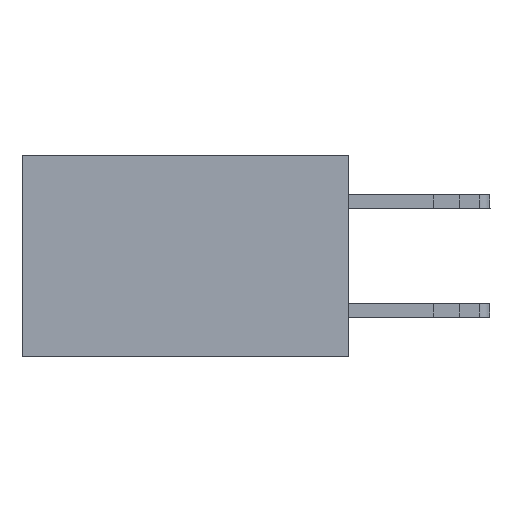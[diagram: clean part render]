
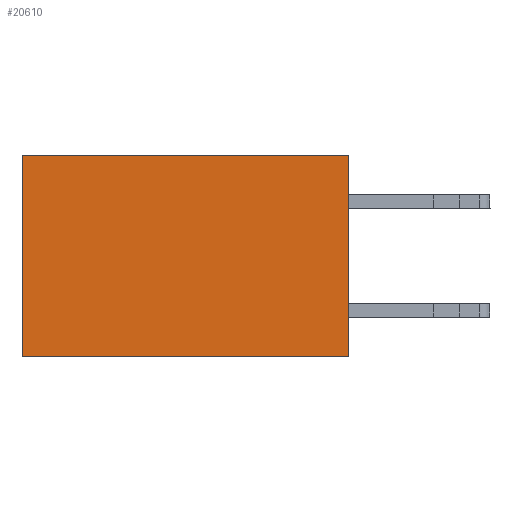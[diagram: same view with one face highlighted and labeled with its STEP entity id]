
A CAD part, left-side view. The second image highlights one B-rep face of the part: STEP entity #20610.
In plain terms, the highlighted planar face has unit normal (-1, 0, 0).
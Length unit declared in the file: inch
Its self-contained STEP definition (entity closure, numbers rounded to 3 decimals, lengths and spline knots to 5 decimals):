
#13 = DIRECTION ( 'NONE',  ( 1., 0., 0. ) ) ;
#1753 = EDGE_CURVE ( 'NONE', #19389, #28119, #19474, .T. ) ;
#1976 = FACE_OUTER_BOUND ( 'NONE', #21448, .T. ) ;
#2433 = VECTOR ( 'NONE', #6975, 39.37008 ) ;
#5073 = VECTOR ( 'NONE', #24655, 39.37008 ) ;
#5079 = LINE ( 'NONE', #7848, #26125 ) ;
#5477 = EDGE_CURVE ( 'NONE', #28119, #16081, #9164, .T. ) ;
#5771 = LINE ( 'NONE', #22439, #5073 ) ;
#6079 = CARTESIAN_POINT ( 'NONE',  ( 0.298, 0., -0.37 ) ) ;
#6975 = DIRECTION ( 'NONE',  ( 0., 1., 0. ) ) ;
#7848 = CARTESIAN_POINT ( 'NONE',  ( 0.298, 0.6, 0. ) ) ;
#8995 = CARTESIAN_POINT ( 'NONE',  ( 0.298, 0., 0. ) ) ;
#9164 = LINE ( 'NONE', #6079, #2433 ) ;
#9469 = CARTESIAN_POINT ( 'NONE',  ( 0.298, 0., 0. ) ) ;
#10050 = ORIENTED_EDGE ( 'NONE', *, *, #12327, .T. ) ;
#10141 = DIRECTION ( 'NONE',  ( 0., 0., -1. ) ) ;
#11165 = CARTESIAN_POINT ( 'NONE',  ( 0.298, 0.6, 0. ) ) ;
#12327 = EDGE_CURVE ( 'NONE', #19888, #16081, #5079, .T. ) ;
#13074 = CARTESIAN_POINT ( 'NONE',  ( 0.298, 0., -0.37 ) ) ;
#13513 = VECTOR ( 'NONE', #26928, 39.37008 ) ;
#13579 = PLANE ( 'NONE',  #24734 ) ;
#14127 = ORIENTED_EDGE ( 'NONE', *, *, #5477, .F. ) ;
#14395 = CARTESIAN_POINT ( 'NONE',  ( 0.298, 0., 0. ) ) ;
#15826 = DIRECTION ( 'NONE',  ( 0., 0., -1. ) ) ;
#16081 = VERTEX_POINT ( 'NONE', #17509 ) ;
#17276 = ORIENTED_EDGE ( 'NONE', *, *, #25415, .T. ) ;
#17509 = CARTESIAN_POINT ( 'NONE',  ( 0.298, 0.6, -0.37 ) ) ;
#19389 = VERTEX_POINT ( 'NONE', #9469 ) ;
#19474 = LINE ( 'NONE', #14395, #13513 ) ;
#19888 = VERTEX_POINT ( 'NONE', #11165 ) ;
#20610 = ADVANCED_FACE ( 'NONE', ( #1976 ), #13579, .F. ) ;
#21448 = EDGE_LOOP ( 'NONE', ( #10050, #14127, #23046, #17276 ) ) ;
#22439 = CARTESIAN_POINT ( 'NONE',  ( 0.298, 0., 0. ) ) ;
#23046 = ORIENTED_EDGE ( 'NONE', *, *, #1753, .F. ) ;
#24655 = DIRECTION ( 'NONE',  ( 0., 1., 0. ) ) ;
#24734 = AXIS2_PLACEMENT_3D ( 'NONE', #8995, #13, #15826 ) ;
#25415 = EDGE_CURVE ( 'NONE', #19389, #19888, #5771, .T. ) ;
#26125 = VECTOR ( 'NONE', #10141, 39.37008 ) ;
#26928 = DIRECTION ( 'NONE',  ( 0., 0., -1. ) ) ;
#28119 = VERTEX_POINT ( 'NONE', #13074 ) ;
